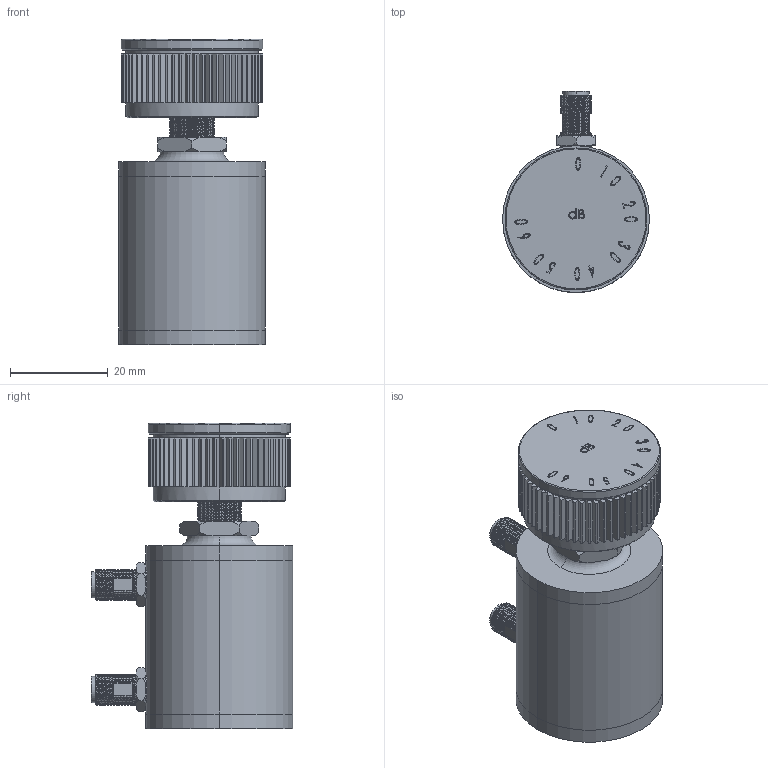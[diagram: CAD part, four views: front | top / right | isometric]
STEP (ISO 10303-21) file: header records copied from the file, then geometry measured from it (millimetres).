
FILE_DESCRIPTION (( 'STEP AP203' ), '1' );
FILE_NAME ('FMAT7439-60_3D.STEP', '2022-06-21T17:45:47', ( '' ), ( '' ), 'SwSTEP 2.0', 'SolidWorks 2021', '' );
FILE_SCHEMA (( 'CONFIG_CONTROL_DESIGN' ));
Length unit declared in the file: millimetre
Products named in the file (6): FMAT7439-60_3D; RSA_KNOB_MA4; RSA_BODY_1_MA4; RSA_NUT_MA4; RSA_SMAF_S_MA6; RSA-NUT2_MA2
Assembly tree (7 placements, depth 2):
  FMAT7439-60_3D
    RSA_BODY_1_MA4
    RSA_NUT_MA4
    RSA-NUT2_MA2  x2
    RSA_KNOB_MA4
    RSA_SMAF_S_MA6  x2
Bounding box: 30 x 41.15 x 62.4 mm (x, y, z)
Volume: 37885.4 mm3; surface area: 13898.4 mm2
Topology: 10 solids, 10 shells, 1014 faces, 2613 edges, 1650 vertices
Faces by surface type: plane 381, cylinder 304, bspline 285, cone 40, torus 4
Entity records: 96959 total; most frequent: CARTESIAN_POINT 79476, ORIENTED_EDGE 4032, DIRECTION 2786, EDGE_CURVE 2016, VERTEX_POINT 1255, AXIS2_PLACEMENT_3D 929, VECTOR 928, LINE 928
